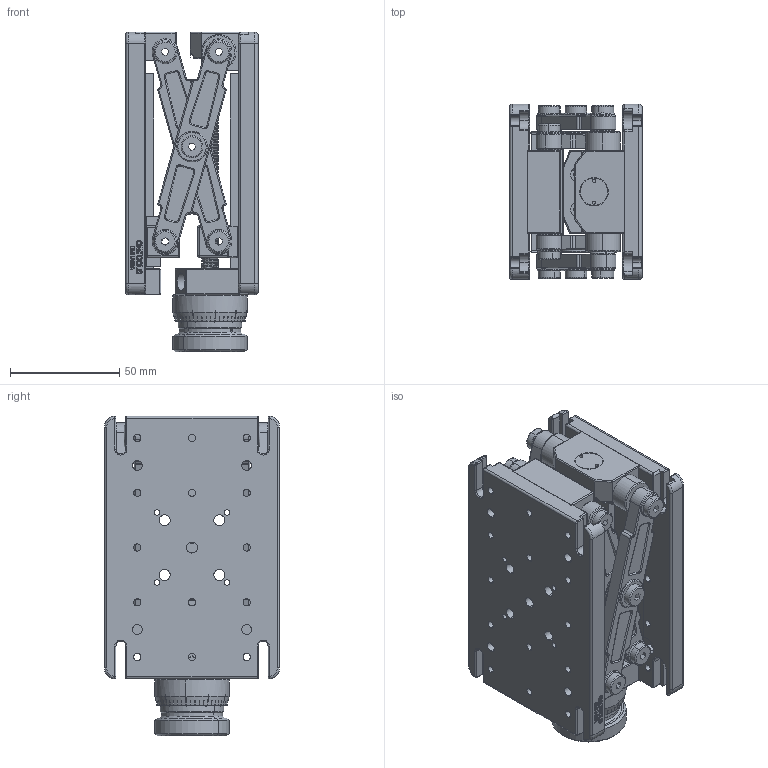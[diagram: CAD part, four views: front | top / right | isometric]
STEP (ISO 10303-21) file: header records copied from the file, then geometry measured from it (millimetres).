
FILE_DESCRIPTION (( 'STEP AP203' ), '1' );
FILE_NAME ('OMHA60A-00.STEP', '2020-08-04T03:42:26', ( 'User' ), ( 'China' ), 'SwSTEP 2.0', 'SolidWorks 2018', '' );
FILE_SCHEMA (( 'CONFIG_CONTROL_DESIGN' ));
Length unit declared in the file: millimetre
Products named in the file (1): OMHA60A-00
Bounding box: 60.47 x 80 x 146 mm (x, y, z)
Surface area: 90158.8 mm2 (no closed solid volume)
Topology: 0 solids, 33 shells, 1384 faces, 4666 edges, 3231 vertices
Faces by surface type: cylinder 669, plane 427, torus 208, bspline 40, cone 22, sphere 18
Entity records: 62027 total; most frequent: CARTESIAN_POINT 21947, DIRECTION 8553, ORIENTED_EDGE 7839, EDGE_CURVE 4646, VERTEX_POINT 3231, AXIS2_PLACEMENT_3D 3188, VECTOR 2177, LINE 2177
